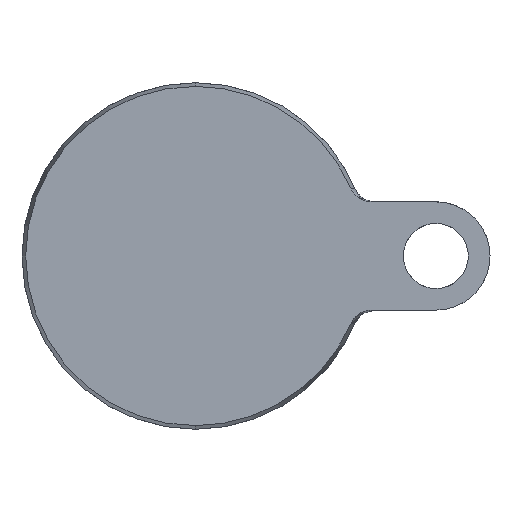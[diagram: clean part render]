
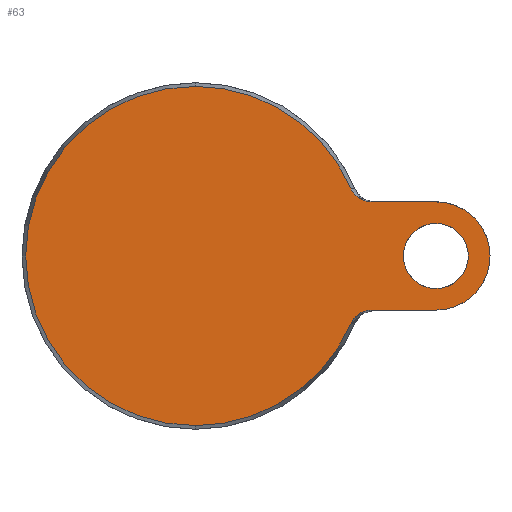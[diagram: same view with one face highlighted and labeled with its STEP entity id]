
A CAD part, front view. The second image highlights one B-rep face of the part: STEP entity #63.
In plain terms, the highlighted planar face has unit normal (0, -1, 0).
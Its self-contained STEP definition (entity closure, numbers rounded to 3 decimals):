
#9 = CARTESIAN_POINT ( 'NONE',  ( 37.598, 0., 13.453 ) ) ;
#15 = AXIS2_PLACEMENT_3D ( 'NONE', #1626, #509, #30 ) ;
#22 = EDGE_LOOP ( 'NONE', ( #495, #1447 ) ) ;
#30 = DIRECTION ( 'NONE',  ( 0., 0., -1. ) ) ;
#34 = CARTESIAN_POINT ( 'NONE',  ( 36.381, 0., -14.668 ) ) ;
#35 = EDGE_CURVE ( 'NONE', #1128, #855, #1358, .T. ) ;
#36 = CARTESIAN_POINT ( 'NONE',  ( 40.579, 0., -12.5 ) ) ;
#48 = EDGE_CURVE ( 'NONE', #225, #1013, #1156, .T. ) ;
#57 = CARTESIAN_POINT ( 'NONE',  ( 38., 0., -13.192 ) ) ;
#60 = DIRECTION ( 'NONE',  ( 0., 0., -1. ) ) ;
#63 = ADVANCED_FACE ( 'NONE', ( #657, #1431 ), #1274, .F. ) ;
#68 = AXIS2_PLACEMENT_3D ( 'NONE', #1446, #982, #60 ) ;
#90 = VERTEX_POINT ( 'NONE', #561 ) ;
#119 = CARTESIAN_POINT ( 'NONE',  ( 38.665, 0., 12.866 ) ) ;
#130 = CARTESIAN_POINT ( 'NONE',  ( 36.861, 0., 14.101 ) ) ;
#136 = CARTESIAN_POINT ( 'NONE',  ( 37.397, 0., -13.606 ) ) ;
#146 = ORIENTED_EDGE ( 'NONE', *, *, #327, .T. ) ;
#147 = EDGE_CURVE ( 'NONE', #1013, #225, #676, .T. ) ;
#164 = DIRECTION ( 'NONE',  ( 0., 0., 1. ) ) ;
#182 = CARTESIAN_POINT ( 'NONE',  ( 38.663, 0., -12.866 ) ) ;
#219 = CARTESIAN_POINT ( 'NONE',  ( 35.928, 0., -15.535 ) ) ;
#225 = VERTEX_POINT ( 'NONE', #1574 ) ;
#273 = ORIENTED_EDGE ( 'NONE', *, *, #1248, .T. ) ;
#309 = DIRECTION ( 'NONE',  ( 0., 0., 1. ) ) ;
#327 = EDGE_CURVE ( 'NONE', #916, #1128, #360, .T. ) ;
#344 = CIRCLE ( 'NONE', #1485, 12.5 ) ;
#353 = CARTESIAN_POINT ( 'NONE',  ( 15., 0., 12.5 ) ) ;
#360 = CIRCLE ( 'NONE', #68, 39.143 ) ;
#369 = CARTESIAN_POINT ( 'NONE',  ( 38.218, 0., -13.072 ) ) ;
#372 = CARTESIAN_POINT ( 'NONE',  ( 39.603, 0., 12.57 ) ) ;
#378 = LINE ( 'NONE', #353, #1272 ) ;
#415 = ORIENTED_EDGE ( 'NONE', *, *, #652, .T. ) ;
#417 = DIRECTION ( 'NONE',  ( 0., 1., 0. ) ) ;
#438 = EDGE_CURVE ( 'NONE', #1211, #1086, #1396, .T. ) ;
#494 = CARTESIAN_POINT ( 'NONE',  ( 40.579, 0., -12.5 ) ) ;
#495 = ORIENTED_EDGE ( 'NONE', *, *, #48, .T. ) ;
#509 = DIRECTION ( 'NONE',  ( 0., -1., 0. ) ) ;
#512 = CARTESIAN_POINT ( 'NONE',  ( 38.897, 0., 12.778 ) ) ;
#515 = ORIENTED_EDGE ( 'NONE', *, *, #883, .F. ) ;
#519 = CARTESIAN_POINT ( 'NONE',  ( 37.4, 0., 13.603 ) ) ;
#545 = CARTESIAN_POINT ( 'NONE',  ( 36.857, 0., -14.106 ) ) ;
#561 = CARTESIAN_POINT ( 'NONE',  ( 55.5, 0., 12.5 ) ) ;
#573 = CIRCLE ( 'NONE', #783, 39.143 ) ;
#605 = CARTESIAN_POINT ( 'NONE',  ( 37.032, 0., 13.927 ) ) ;
#642 = CARTESIAN_POINT ( 'NONE',  ( 0., 0., -39.143 ) ) ;
#644 = CARTESIAN_POINT ( 'NONE',  ( 40.085, 0., -12.5 ) ) ;
#651 = AXIS2_PLACEMENT_3D ( 'NONE', #936, #1400, #1179 ) ;
#652 = EDGE_CURVE ( 'NONE', #1405, #916, #573, .T. ) ;
#657 = FACE_OUTER_BOUND ( 'NONE', #980, .T. ) ;
#663 = CARTESIAN_POINT ( 'NONE',  ( 35.928, 0., -15.535 ) ) ;
#675 = CARTESIAN_POINT ( 'NONE',  ( 55.5, 0., 0. ) ) ;
#676 = CIRCLE ( 'NONE', #970, 7.5 ) ;
#677 = LINE ( 'NONE', #804, #1413 ) ;
#687 = DIRECTION ( 'NONE',  ( 0., 1., 0. ) ) ;
#688 = CARTESIAN_POINT ( 'NONE',  ( 55.5, 0., 7.5 ) ) ;
#690 = CARTESIAN_POINT ( 'NONE',  ( 0., 0., 0. ) ) ;
#714 = ORIENTED_EDGE ( 'NONE', *, *, #1476, .F. ) ;
#748 = CARTESIAN_POINT ( 'NONE',  ( 35.928, 0., 15.535 ) ) ;
#756 = CIRCLE ( 'NONE', #15, 39.143 ) ;
#763 = CARTESIAN_POINT ( 'NONE',  ( 40.579, 0., 12.5 ) ) ;
#771 = CARTESIAN_POINT ( 'NONE',  ( 37.591, 0., -13.458 ) ) ;
#783 = AXIS2_PLACEMENT_3D ( 'NONE', #690, #971, #1332 ) ;
#804 = CARTESIAN_POINT ( 'NONE',  ( 15., 0., -12.5 ) ) ;
#818 = AXIS2_PLACEMENT_3D ( 'NONE', #675, #1295, #309 ) ;
#855 = VERTEX_POINT ( 'NONE', #494 ) ;
#866 = VERTEX_POINT ( 'NONE', #887 ) ;
#880 = CARTESIAN_POINT ( 'NONE',  ( 40.085, 0., 12.5 ) ) ;
#883 = EDGE_CURVE ( 'NONE', #1211, #90, #378, .T. ) ;
#887 = CARTESIAN_POINT ( 'NONE',  ( 55.5, 0., -12.5 ) ) ;
#903 = CARTESIAN_POINT ( 'NONE',  ( 36.124, 0., -15.081 ) ) ;
#916 = VERTEX_POINT ( 'NONE', #642 ) ;
#936 = CARTESIAN_POINT ( 'NONE',  ( -39.143, 0., 0. ) ) ;
#937 = DIRECTION ( 'NONE',  ( 0., 0., -1. ) ) ;
#958 = ORIENTED_EDGE ( 'NONE', *, *, #438, .T. ) ;
#962 = CARTESIAN_POINT ( 'NONE',  ( 55.5, 0., 0. ) ) ;
#970 = AXIS2_PLACEMENT_3D ( 'NONE', #1559, #417, #164 ) ;
#971 = DIRECTION ( 'NONE',  ( 0., -1., 0. ) ) ;
#980 = EDGE_LOOP ( 'NONE', ( #515, #958, #273, #415, #146, #1251, #714, #1502 ) ) ;
#982 = DIRECTION ( 'NONE',  ( 0., -1., 0. ) ) ;
#1013 = VERTEX_POINT ( 'NONE', #688 ) ;
#1030 = CARTESIAN_POINT ( 'NONE',  ( 38.891, 0., -12.781 ) ) ;
#1086 = VERTEX_POINT ( 'NONE', #748 ) ;
#1108 = CARTESIAN_POINT ( 'NONE',  ( 36.388, 0., 14.659 ) ) ;
#1119 = DIRECTION ( 'NONE',  ( 1., 0., 0. ) ) ;
#1128 = VERTEX_POINT ( 'NONE', #219 ) ;
#1129 = CARTESIAN_POINT ( 'NONE',  ( 40.579, 0., 12.5 ) ) ;
#1142 = CARTESIAN_POINT ( 'NONE',  ( 38.008, 0., 13.187 ) ) ;
#1156 = CIRCLE ( 'NONE', #818, 7.5 ) ;
#1179 = DIRECTION ( 'NONE',  ( 0., 0., 1. ) ) ;
#1211 = VERTEX_POINT ( 'NONE', #1129 ) ;
#1248 = EDGE_CURVE ( 'NONE', #1086, #1405, #756, .T. ) ;
#1251 = ORIENTED_EDGE ( 'NONE', *, *, #35, .T. ) ;
#1256 = CARTESIAN_POINT ( 'NONE',  ( 37.031, 0., -13.929 ) ) ;
#1272 = VECTOR ( 'NONE', #1119, 1000. ) ;
#1274 = PLANE ( 'NONE',  #651 ) ;
#1279 = CARTESIAN_POINT ( 'NONE',  ( 0., 0., 39.143 ) ) ;
#1295 = DIRECTION ( 'NONE',  ( 0., 1., 0. ) ) ;
#1332 = DIRECTION ( 'NONE',  ( 0., 0., -1. ) ) ;
#1346 = CARTESIAN_POINT ( 'NONE',  ( 38.221, 0., 13.07 ) ) ;
#1358 = B_SPLINE_CURVE_WITH_KNOTS ( 'NONE', 3,
 ( #663, #903, #34, #545, #1256, #136, #771, #57, #369, #182, #1030, #1418, #644, #36 ),
 .UNSPECIFIED., .F., .F.,
 ( 4, 2, 2, 2, 2, 2, 4 ),
 ( 0., 0.001, 0.002, 0.003, 0.004, 0.004, 0.006 ),
 .UNSPECIFIED. ) ;
#1396 = B_SPLINE_CURVE_WITH_KNOTS ( 'NONE', 3,
 ( #763, #880, #372, #512, #119, #1346, #1142, #9, #519, #605, #130, #1108, #1477, #1604 ),
 .UNSPECIFIED., .F., .F.,
 ( 4, 2, 2, 2, 2, 2, 4 ),
 ( 0., 0.001, 0.002, 0.003, 0.004, 0.004, 0.006 ),
 .UNSPECIFIED. ) ;
#1400 = DIRECTION ( 'NONE',  ( 0., 1., 0. ) ) ;
#1405 = VERTEX_POINT ( 'NONE', #1279 ) ;
#1413 = VECTOR ( 'NONE', #1560, 1000. ) ;
#1418 = CARTESIAN_POINT ( 'NONE',  ( 39.592, 0., -12.572 ) ) ;
#1421 = EDGE_CURVE ( 'NONE', #90, #866, #344, .T. ) ;
#1431 = FACE_BOUND ( 'NONE', #22, .T. ) ;
#1446 = CARTESIAN_POINT ( 'NONE',  ( 0., 0., 0. ) ) ;
#1447 = ORIENTED_EDGE ( 'NONE', *, *, #147, .T. ) ;
#1476 = EDGE_CURVE ( 'NONE', #866, #855, #677, .T. ) ;
#1477 = CARTESIAN_POINT ( 'NONE',  ( 36.124, 0., 15.081 ) ) ;
#1485 = AXIS2_PLACEMENT_3D ( 'NONE', #962, #687, #937 ) ;
#1502 = ORIENTED_EDGE ( 'NONE', *, *, #1421, .F. ) ;
#1559 = CARTESIAN_POINT ( 'NONE',  ( 55.5, 0., 0. ) ) ;
#1560 = DIRECTION ( 'NONE',  ( -1., 0., 0. ) ) ;
#1574 = CARTESIAN_POINT ( 'NONE',  ( 55.5, 0., -7.5 ) ) ;
#1604 = CARTESIAN_POINT ( 'NONE',  ( 35.928, 0., 15.535 ) ) ;
#1626 = CARTESIAN_POINT ( 'NONE',  ( 0., 0., 0. ) ) ;
